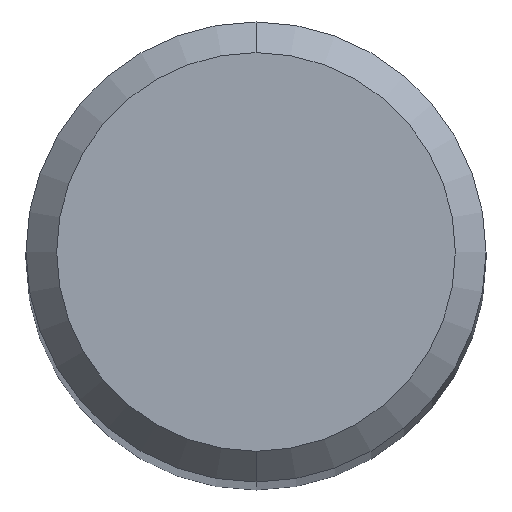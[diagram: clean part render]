
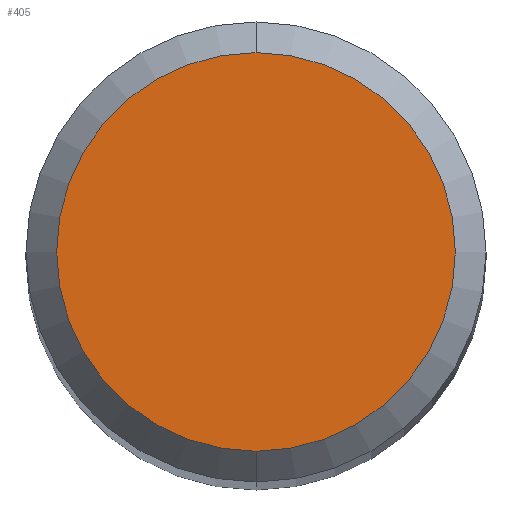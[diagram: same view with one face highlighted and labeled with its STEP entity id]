
A CAD part, top view. The second image highlights one B-rep face of the part: STEP entity #405.
In plain terms, the highlighted planar face has unit normal (0, 0, 1).
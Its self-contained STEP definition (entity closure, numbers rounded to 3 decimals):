
#317=EDGE_CURVE('',#567,#431,#798,.T.);
#405=ADVANCED_FACE('',(#898),#899,.T.);
#431=VERTEX_POINT('',#925);
#513=EDGE_CURVE('',#431,#567,#1016,.T.);
#567=VERTEX_POINT('',#1078);
#798=CIRCLE('',#1580,2.6);
#898=FACE_OUTER_BOUND('',#2200,.T.);
#899=PLANE('',#2201);
#925=CARTESIAN_POINT('',(0.0,2.6,0.0));
#1016=CIRCLE('',#2740,2.6);
#1078=CARTESIAN_POINT('',(0.,-2.6,0.0));
#1580=AXIS2_PLACEMENT_3D('',#3832,#3833,#3834);
#2200=EDGE_LOOP('',(#3975,#3976));
#2201=AXIS2_PLACEMENT_3D('',#3977,#3978,#3979);
#2740=AXIS2_PLACEMENT_3D('',#4102,#4103,#4104);
#3832=CARTESIAN_POINT('',(0.0,0.0,0.0));
#3833=DIRECTION('',(0.0,0.0,-1.0));
#3834=DIRECTION('',(0.0,1.0,0.0));
#3975=ORIENTED_EDGE('',*,*,#513,.F.);
#3976=ORIENTED_EDGE('',*,*,#317,.F.);
#3977=CARTESIAN_POINT('',(0.0,1.3,0.0));
#3978=DIRECTION('',(-0.0,0.0,1.0));
#3979=DIRECTION('',(0.0,-1.0,0.0));
#4102=CARTESIAN_POINT('',(0.0,0.0,0.0));
#4103=DIRECTION('',(0.0,0.0,-1.0));
#4104=DIRECTION('',(0.0,1.0,0.0));
